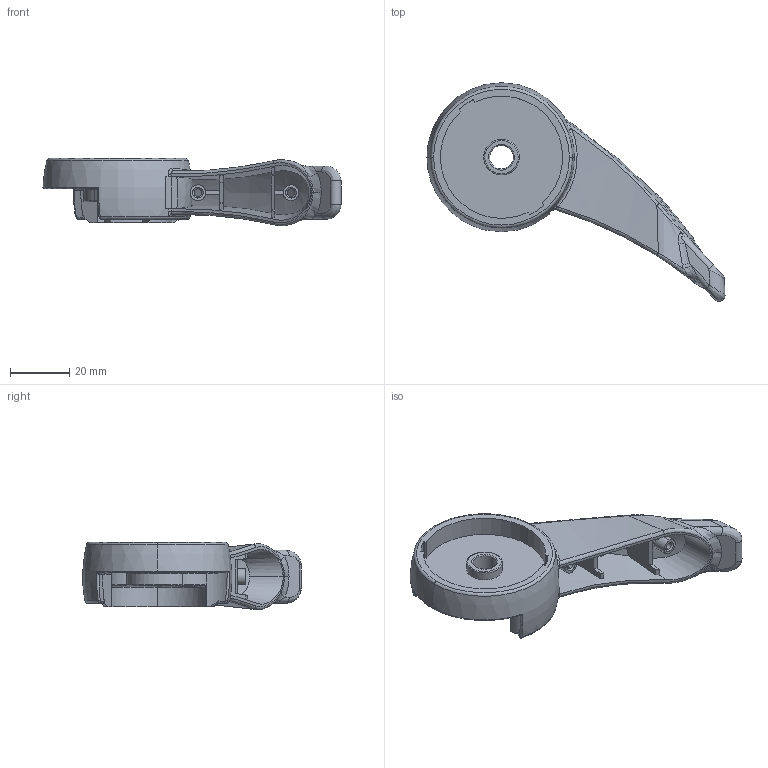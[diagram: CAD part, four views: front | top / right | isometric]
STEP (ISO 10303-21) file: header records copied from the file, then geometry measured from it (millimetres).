
FILE_DESCRIPTION (( 'STEP AP203' ), '1' );
FILE_NAME ('价陬忒參18.7.19.STEP', '2018-07-19T11:22:24', ( 'WTR' ), ( 'Microsoft' ), 'SwSTEP 2.0', 'SolidWorks 2012', '' );
FILE_SCHEMA (( 'CONFIG_CONTROL_DESIGN' ));
Length unit declared in the file: millimetre
Products named in the file (1): 价陬忒參18.7.19
Bounding box: 100.84 x 73.95 x 22.73 mm (x, y, z)
Volume: 26756.8 mm3; surface area: 17496.1 mm2
Topology: 1 solids, 1 shells, 249 faces, 672 edges, 426 vertices
Faces by surface type: bspline 116, cylinder 56, plane 54, cone 12, torus 11
Entity records: 18313 total; most frequent: CARTESIAN_POINT 13042, ORIENTED_EDGE 1338, DIRECTION 732, EDGE_CURVE 669, VERTEX_POINT 426, B_SPLINE_CURVE_WITH_KNOTS 342, AXIS2_PLACEMENT_3D 295, EDGE_LOOP 257
